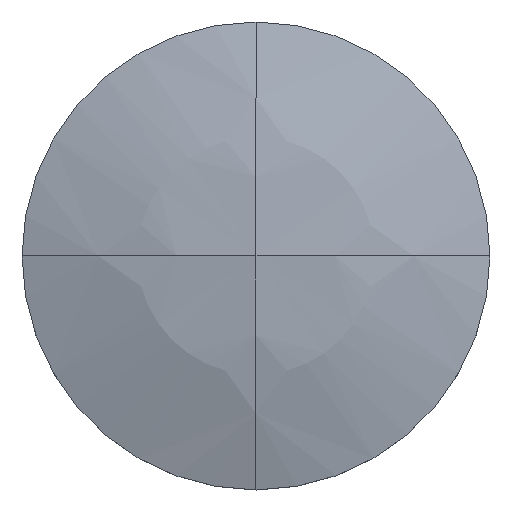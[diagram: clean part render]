
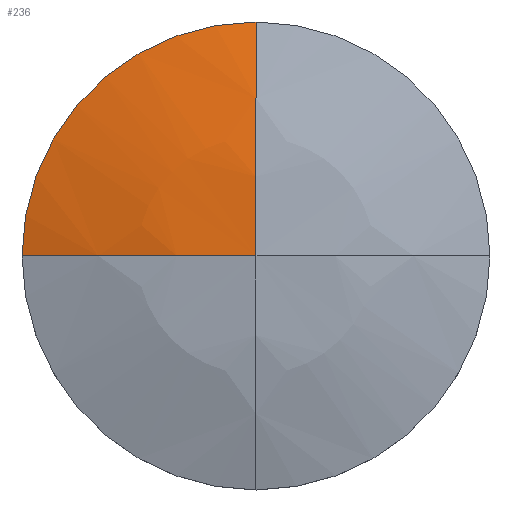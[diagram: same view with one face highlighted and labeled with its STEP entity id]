
A CAD part, top view. The second image highlights one B-rep face of the part: STEP entity #236.
In plain terms, the highlighted spherical face has radius 8.66 mm.
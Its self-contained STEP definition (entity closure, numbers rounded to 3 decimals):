
#95=AXIS2_PLACEMENT_3D('Circle Axis2P3D',#93,#94,$) ;
#212=AXIS2_PLACEMENT_3D('Sphere Axis2P3D',#209,#210,#211) ;
#216=AXIS2_PLACEMENT_3D('Circle Axis2P3D',#214,#215,$) ;
#228=AXIS2_PLACEMENT_3D('Circle Axis2P3D',#226,#227,$) ;
#43=CARTESIAN_POINT('Vertex',(0.,2.9,17.)) ;
#93=CARTESIAN_POINT('Axis2P3D Location',(2.9,2.9,17.)) ;
#97=CARTESIAN_POINT('Vertex',(2.9,5.8,17.)) ;
#194=CARTESIAN_POINT('Vertex',(2.9,2.9,17.5)) ;
#209=CARTESIAN_POINT('Axis2P3D Location',(2.9,2.9,8.84)) ;
#214=CARTESIAN_POINT('Axis2P3D Location',(2.9,2.9,8.84)) ;
#226=CARTESIAN_POINT('Axis2P3D Location',(2.9,2.9,8.84)) ;
#94=DIRECTION('Axis2P3D Direction',(0.,0.,-1.)) ;
#210=DIRECTION('Axis2P3D Direction',(0.,-0.,1.)) ;
#211=DIRECTION('Axis2P3D XDirection',(0.,1.,0.)) ;
#215=DIRECTION('Axis2P3D Direction',(0.,1.,-0.)) ;
#227=DIRECTION('Axis2P3D Direction',(1.,0.,0.)) ;
#232=ORIENTED_EDGE('',*,*,#218,.T.) ;
#233=ORIENTED_EDGE('',*,*,#230,.T.) ;
#234=ORIENTED_EDGE('',*,*,#99,.F.) ;
#236=ADVANCED_FACE('CABTITE BP 4MM PA',(#235),#213,.T.) ;
#96=CIRCLE('generated circle',#95,2.9) ;
#217=CIRCLE('generated circle',#216,8.66) ;
#229=CIRCLE('generated circle',#228,8.66) ;
#99=EDGE_CURVE('',#44,#98,#96,.T.) ;
#218=EDGE_CURVE('',#44,#195,#217,.T.) ;
#230=EDGE_CURVE('',#195,#98,#229,.F.) ;
#231=EDGE_LOOP('',(#232,#233,#234)) ;
#235=FACE_OUTER_BOUND('',#231,.T.) ;
#213=SPHERICAL_SURFACE('',#212,8.66) ;
#44=VERTEX_POINT('',#43) ;
#98=VERTEX_POINT('',#97) ;
#195=VERTEX_POINT('',#194) ;
